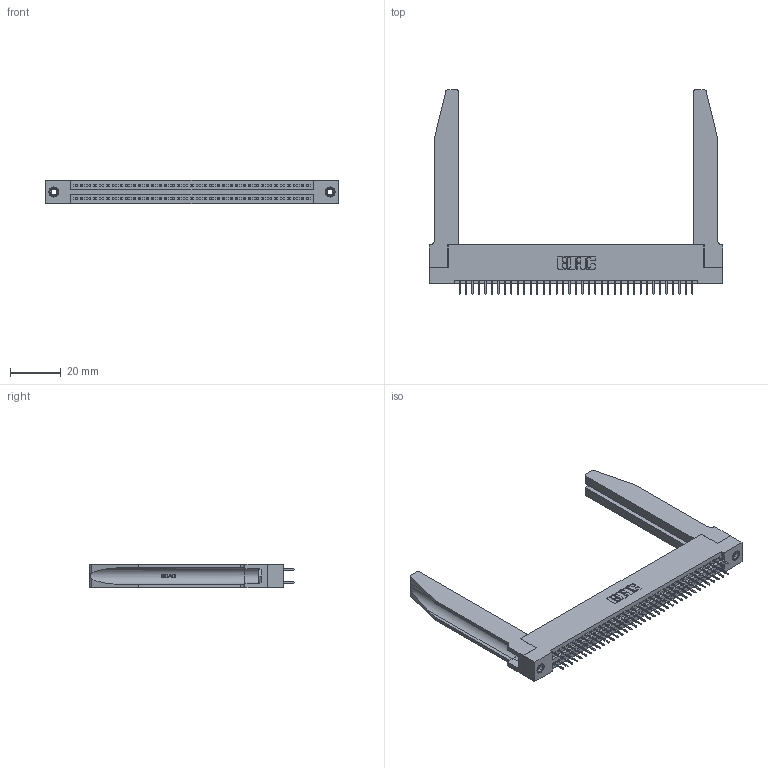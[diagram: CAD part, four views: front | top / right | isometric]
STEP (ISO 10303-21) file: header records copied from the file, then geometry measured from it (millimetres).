
FILE_DESCRIPTION (( 'STEP AP203' ), '1' );
FILE_NAME ('345-074-524-278.STEP', '2019-10-31T06:23:26', ( '' ), ( '' ), 'SwSTEP 2.0', 'SolidWorks 2016', '' );
FILE_SCHEMA (( 'CONFIG_CONTROL_DESIGN' ));
Length unit declared in the file: inch
Products named in the file (5): 345-074-524-278; 345-292-001_345-293-124; 345-220-078_345-220-078; 345 Part_Flush Mounting Lugs - 0.156 Dia-TH; 345-250-001_345-250-001-102
Assembly tree (79 placements, depth 2):
  345-074-524-278
    345 Part_Flush Mounting Lugs - 0.156 Dia-TH
    345-292-001_345-293-124  x74
    345-250-001_345-250-001-102  x2
    345-220-078_345-220-078  x2
Bounding box: 115.21 x 80.31 x 9.4 mm (x, y, z)
Volume: 18804.1 mm3; surface area: 22755.6 mm2
Topology: 79 solids, 79 shells, 4356 faces, 12271 edges, 7874 vertices
Faces by surface type: plane 3108, cylinder 1196, bspline 36, cone 12, torus 4
Entity records: 34518 total; most frequent: CARTESIAN_POINT 6707, ORIENTED_EDGE 5538, DIRECTION 4915, EDGE_CURVE 2769, VECTOR 2399, LINE 2399, VERTEX_POINT 1836, AXIS2_PLACEMENT_3D 1258
